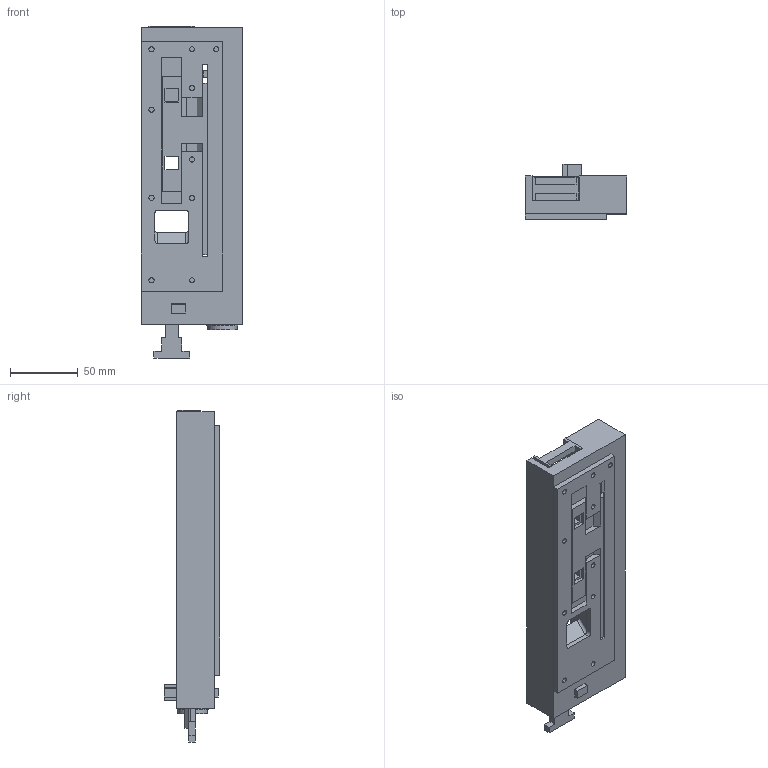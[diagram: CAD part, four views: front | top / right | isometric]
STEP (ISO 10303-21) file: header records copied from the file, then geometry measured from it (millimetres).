
FILE_DESCRIPTION (( 'STEP AP203' ), '1' );
FILE_NAME ('Rozdzielacz z³o¿enie.STEP', '2025-02-08T00:43:37', ( '' ), ( '' ), 'SwSTEP 2.0', 'SolidWorks 2024', '' );
FILE_SCHEMA (( 'CONFIG_CONTROL_DESIGN' ));
Length unit declared in the file: millimetre
Products named in the file (12): Sprzęgło AX12; Prowadnica zapadni; Łożysko oporowe 8x16x5_.step; Sprzęgło śruba trapezowa; Czop; Przycisk do zamknięcia pojemnika; Rozdzielacz złożenie; Łożysko 8x22x7; Koszyk; szyny rozdzielacza; Zapadnia; Pin do zamknięcia pojmenika
Assembly tree (11 placements, depth 2):
  Rozdzielacz złożenie
    szyny rozdzielacza
    Łożysko oporowe 8x16x5_.step
    Koszyk
    Czop
    Łożysko 8x22x7
    Prowadnica zapadni
    Sprzęgło śruba trapezowa
    Zapadnia
    Przycisk do zamknięcia pojemnika
    Pin do zamknięcia pojmenika
    Sprzęgło AX12
Bounding box: 75 x 41 x 245.78 mm (x, y, z)
Volume: 264555.4 mm3; surface area: 110951.1 mm2
Topology: 11 solids, 11 shells, 431 faces, 1114 edges, 726 vertices
Faces by surface type: plane 270, cylinder 129, cone 26, bspline 6
Entity records: 14913 total; most frequent: CARTESIAN_POINT 2814, DIRECTION 2237, ORIENTED_EDGE 2228, EDGE_CURVE 1114, VECTOR 795, LINE 795, VERTEX_POINT 726, AXIS2_PLACEMENT_3D 721
